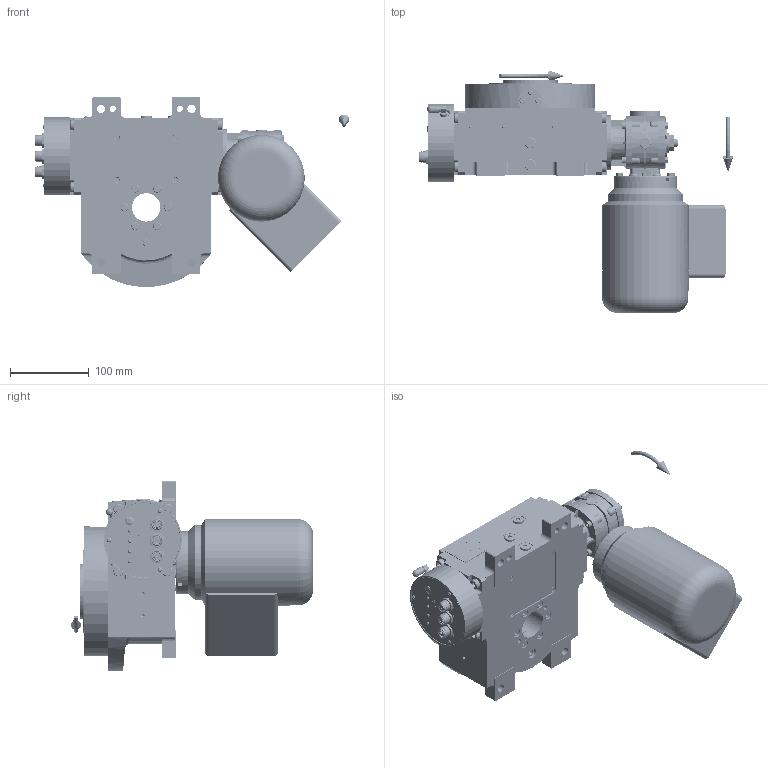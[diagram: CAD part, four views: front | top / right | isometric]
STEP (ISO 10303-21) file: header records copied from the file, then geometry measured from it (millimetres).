
FILE_DESCRIPTION (( 'STEP AP203' ), '1' );
FILE_NAME ('PC5200912.step', '2026-04-01T14:33:33', ( '' ), ( '' ), 'SwSTEP 2.0', 'SolidWorks 2020', '' );
FILE_SCHEMA (( 'CONFIG_CONTROL_DESIGN' ));
Length unit declared in the file: millimetre
Products named in the file (86): RIG04_005_AF0.stp; cfn2000_01_147; cfn2476_01_001_48x38; cfn2003_01_063; RIG06_021_AF0.stp; AS_rig04_071_8_m; CFN2223_01-390X6-B.stp; cfn2205_01_012; cfn2155_01_055; cfn2070_05_001; freccia_angolare; rig04_014_s_005; rig04_004; cfn2000_01_151; cfn2104_01_016; cfn2000_01_129; CFN2000_01_185.stp; rig04_003_8; CFN2000_01_183.stp; CFN2010_02_002.stp; olio_shell_cassida_fluids_gl_150; rig04_007_master; CFN2356_03_051.stp; AS_rig04_014_s_005; cfn2115_02_213; cfn2128_04_011; RMI28_FL_LCB_DX_56B14; AS_cfn2476_01_001_48x38; rig04_071_8_m.stp; CFN2104_02_017.stp; 900_38_26_001.stp; cfn2077_01_018; rig04_002_bl; AS_rig04_015; cfn2115_01_001; cfn2107_01_001; cfn2151_01_087; rig04_001_a_001; CFN2203_02_001.stp; AS_rig04_002_bl ...
Assembly tree (80 placements, depth 5):
  CFN2223_01-390X6-B.stp
  cfn2205_01_012
  olio_shell_cassida_fluids_gl_150
  rig04_007_master
  CFN2356_03_051.stp
Bounding box: 398.8 x 307.5 x 240.88 mm (x, y, z)
Volume: 3727285 mm3; surface area: 629819.8 mm2
Topology: 78 solids, 86 shells, 5037 faces, 12783 edges, 8241 vertices
Faces by surface type: plane 2881, cylinder 1241, cone 518, bspline 187, torus 182, sphere 28
Entity records: 177384 total; most frequent: CARTESIAN_POINT 50635, ORIENTED_EDGE 24650, DIRECTION 23723, EDGE_CURVE 12329, VECTOR 8263, LINE 8263, VERTEX_POINT 8021, AXIS2_PLACEMENT_3D 7730
